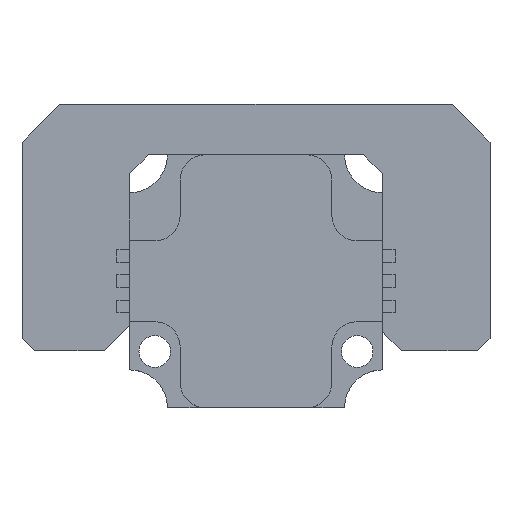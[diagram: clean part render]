
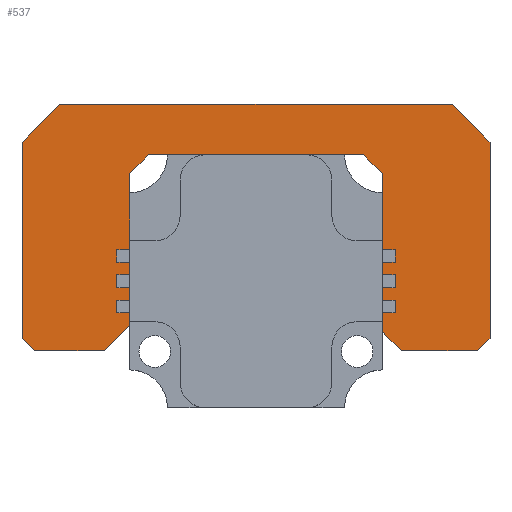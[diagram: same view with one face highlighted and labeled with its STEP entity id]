
A CAD part, top view. The second image highlights one B-rep face of the part: STEP entity #537.
In plain terms, the highlighted planar face has unit normal (0, 0, 1).
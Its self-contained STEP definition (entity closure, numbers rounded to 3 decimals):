
#24 = VERTEX_POINT('',#25);
#25 = CARTESIAN_POINT('',(12.5,12.5,0.));
#31 = EDGE_CURVE('',#24,#32,#34,.T.);
#32 = VERTEX_POINT('',#33);
#33 = CARTESIAN_POINT('',(13.5,11.5,0.));
#34 = LINE('',#35,#36);
#35 = CARTESIAN_POINT('',(12.5,12.5,0.));
#36 = VECTOR('',#37,1.);
#37 = DIRECTION('',(0.707,-0.707,0.));
#62 = EDGE_CURVE('',#32,#63,#65,.T.);
#63 = VERTEX_POINT('',#64);
#64 = CARTESIAN_POINT('',(19.,11.5,0.));
#65 = LINE('',#66,#67);
#66 = CARTESIAN_POINT('',(13.5,11.5,0.));
#67 = VECTOR('',#68,1.);
#68 = DIRECTION('',(1.,0.,0.));
#93 = EDGE_CURVE('',#63,#94,#96,.T.);
#94 = VERTEX_POINT('',#95);
#95 = CARTESIAN_POINT('',(21.,13.5,0.));
#96 = LINE('',#97,#98);
#97 = CARTESIAN_POINT('',(19.,11.5,0.));
#98 = VECTOR('',#99,1.);
#99 = DIRECTION('',(0.707,0.707,0.));
#124 = EDGE_CURVE('',#94,#125,#127,.T.);
#125 = VERTEX_POINT('',#126);
#126 = CARTESIAN_POINT('',(21.,25.5,0.));
#127 = LINE('',#128,#129);
#128 = CARTESIAN_POINT('',(21.,13.5,0.));
#129 = VECTOR('',#130,1.);
#130 = DIRECTION('',(0.,1.,0.));
#155 = EDGE_CURVE('',#125,#156,#158,.T.);
#156 = VERTEX_POINT('',#157);
#157 = CARTESIAN_POINT('',(22.5,27.,0.));
#158 = LINE('',#159,#160);
#159 = CARTESIAN_POINT('',(21.,25.5,0.));
#160 = VECTOR('',#161,1.);
#161 = DIRECTION('',(0.707,0.707,0.));
#186 = EDGE_CURVE('',#156,#187,#189,.T.);
#187 = VERTEX_POINT('',#188);
#188 = CARTESIAN_POINT('',(39.5,27.,0.));
#189 = LINE('',#190,#191);
#190 = CARTESIAN_POINT('',(22.5,27.,0.));
#191 = VECTOR('',#192,1.);
#192 = DIRECTION('',(1.,0.,0.));
#217 = EDGE_CURVE('',#187,#218,#220,.T.);
#218 = VERTEX_POINT('',#219);
#219 = CARTESIAN_POINT('',(41.,25.5,0.));
#220 = LINE('',#221,#222);
#221 = CARTESIAN_POINT('',(39.5,27.,0.));
#222 = VECTOR('',#223,1.);
#223 = DIRECTION('',(0.707,-0.707,0.));
#248 = EDGE_CURVE('',#218,#249,#251,.T.);
#249 = VERTEX_POINT('',#250);
#250 = CARTESIAN_POINT('',(41.,13.,0.));
#251 = LINE('',#252,#253);
#252 = CARTESIAN_POINT('',(41.,25.5,0.));
#253 = VECTOR('',#254,1.);
#254 = DIRECTION('',(0.,-1.,0.));
#279 = EDGE_CURVE('',#249,#280,#282,.T.);
#280 = VERTEX_POINT('',#281);
#281 = CARTESIAN_POINT('',(42.5,11.5,0.));
#282 = LINE('',#283,#284);
#283 = CARTESIAN_POINT('',(41.,13.,0.));
#284 = VECTOR('',#285,1.);
#285 = DIRECTION('',(0.707,-0.707,0.));
#310 = EDGE_CURVE('',#280,#311,#313,.T.);
#311 = VERTEX_POINT('',#312);
#312 = CARTESIAN_POINT('',(48.5,11.5,0.));
#313 = LINE('',#314,#315);
#314 = CARTESIAN_POINT('',(42.5,11.5,0.));
#315 = VECTOR('',#316,1.);
#316 = DIRECTION('',(1.,0.,0.));
#341 = EDGE_CURVE('',#311,#342,#344,.T.);
#342 = VERTEX_POINT('',#343);
#343 = CARTESIAN_POINT('',(49.5,12.5,0.));
#344 = LINE('',#345,#346);
#345 = CARTESIAN_POINT('',(48.5,11.5,0.));
#346 = VECTOR('',#347,1.);
#347 = DIRECTION('',(0.707,0.707,0.));
#372 = EDGE_CURVE('',#342,#373,#375,.T.);
#373 = VERTEX_POINT('',#374);
#374 = CARTESIAN_POINT('',(49.5,28.,0.));
#375 = LINE('',#376,#377);
#376 = CARTESIAN_POINT('',(49.5,12.5,0.));
#377 = VECTOR('',#378,1.);
#378 = DIRECTION('',(0.,1.,0.));
#403 = EDGE_CURVE('',#373,#404,#406,.T.);
#404 = VERTEX_POINT('',#405);
#405 = CARTESIAN_POINT('',(46.5,31.,0.));
#406 = LINE('',#407,#408);
#407 = CARTESIAN_POINT('',(49.5,28.,0.));
#408 = VECTOR('',#409,1.);
#409 = DIRECTION('',(-0.707,0.707,0.));
#434 = EDGE_CURVE('',#404,#435,#437,.T.);
#435 = VERTEX_POINT('',#436);
#436 = CARTESIAN_POINT('',(15.5,31.,0.));
#437 = LINE('',#438,#439);
#438 = CARTESIAN_POINT('',(46.5,31.,0.));
#439 = VECTOR('',#440,1.);
#440 = DIRECTION('',(-1.,0.,0.));
#465 = EDGE_CURVE('',#435,#466,#468,.T.);
#466 = VERTEX_POINT('',#467);
#467 = CARTESIAN_POINT('',(12.5,28.,0.));
#468 = LINE('',#469,#470);
#469 = CARTESIAN_POINT('',(15.5,31.,0.));
#470 = VECTOR('',#471,1.);
#471 = DIRECTION('',(-0.707,-0.707,0.));
#496 = EDGE_CURVE('',#466,#24,#497,.T.);
#497 = LINE('',#498,#499);
#498 = CARTESIAN_POINT('',(12.5,28.,0.));
#499 = VECTOR('',#500,1.);
#500 = DIRECTION('',(0.,-1.,0.));
#537 = ADVANCED_FACE('',(#538),#556,.T.);
#538 = FACE_BOUND('',#539,.T.);
#539 = EDGE_LOOP('',(#540,#541,#542,#543,#544,#545,#546,#547,#548,#549,
    #550,#551,#552,#553,#554,#555));
#540 = ORIENTED_EDGE('',*,*,#31,.T.);
#541 = ORIENTED_EDGE('',*,*,#62,.T.);
#542 = ORIENTED_EDGE('',*,*,#93,.T.);
#543 = ORIENTED_EDGE('',*,*,#124,.T.);
#544 = ORIENTED_EDGE('',*,*,#155,.T.);
#545 = ORIENTED_EDGE('',*,*,#186,.T.);
#546 = ORIENTED_EDGE('',*,*,#217,.T.);
#547 = ORIENTED_EDGE('',*,*,#248,.T.);
#548 = ORIENTED_EDGE('',*,*,#279,.T.);
#549 = ORIENTED_EDGE('',*,*,#310,.T.);
#550 = ORIENTED_EDGE('',*,*,#341,.T.);
#551 = ORIENTED_EDGE('',*,*,#372,.T.);
#552 = ORIENTED_EDGE('',*,*,#403,.T.);
#553 = ORIENTED_EDGE('',*,*,#434,.T.);
#554 = ORIENTED_EDGE('',*,*,#465,.T.);
#555 = ORIENTED_EDGE('',*,*,#496,.T.);
#556 = PLANE('',#557);
#557 = AXIS2_PLACEMENT_3D('',#558,#559,#560);
#558 = CARTESIAN_POINT('',(31.019,22.963,0.));
#559 = DIRECTION('',(0.,0.,1.));
#560 = DIRECTION('',(1.,0.,-0.));
